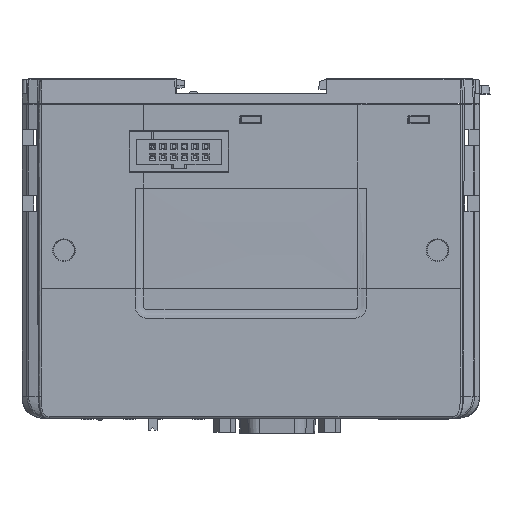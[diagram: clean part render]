
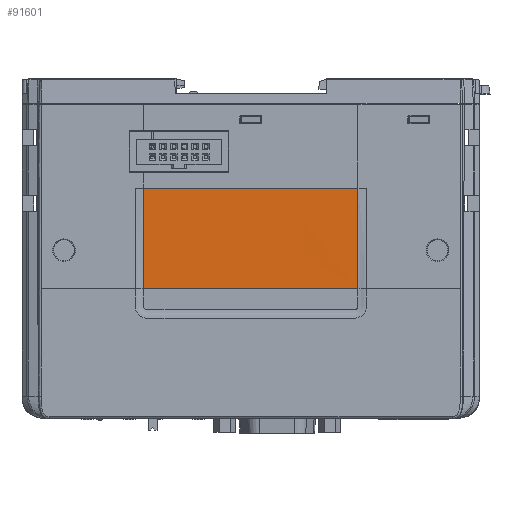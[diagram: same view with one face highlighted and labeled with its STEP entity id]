
A CAD part, top view. The second image highlights one B-rep face of the part: STEP entity #91601.
In plain terms, the highlighted free-form (B-spline) face has degree [3, 3] with [7, 4] control points.
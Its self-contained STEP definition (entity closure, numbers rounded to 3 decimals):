
#1723 = CARTESIAN_POINT ( 'NONE',  ( -25.537, 27.792, 23.75 ) ) ;
#19783 = ORIENTED_EDGE ( 'NONE', *, *, #35712, .T. ) ;
#19792 = ORIENTED_EDGE ( 'NONE', *, *, #105076, .F. ) ;
#19923 = ORIENTED_EDGE ( 'NONE', *, *, #38240, .T. ) ;
#19926 = ORIENTED_EDGE ( 'NONE', *, *, #38239, .F. ) ;
#25219 = B_SPLINE_CURVE_WITH_KNOTS ( 'NONE', 3,
 ( #105952, #105947, #105949, #105954 ),
 .UNSPECIFIED., .F., .F.,
 ( 4, 4 ),
 ( 0., 1. ),
 .UNSPECIFIED. ) ;
#27644 = EDGE_LOOP ( 'NONE', ( #19923, #19783, #19926, #19792 ) ) ;
#30361 = CARTESIAN_POINT ( 'NONE',  ( -25.537, 11.847, 23.45 ) ) ;
#30365 = FACE_OUTER_BOUND ( 'NONE', #27644, .T. ) ;
#30366 = CARTESIAN_POINT ( 'NONE',  ( -25.537, 3.874, 23.45 ) ) ;
#30368 = CARTESIAN_POINT ( 'NONE',  ( -25.537, 19.819, 23.75 ) ) ;
#30369 = CARTESIAN_POINT ( 'NONE',  ( -25.537, 27.792, 23.75 ) ) ;
#30370 = CARTESIAN_POINT ( 'NONE',  ( -21.28, 3.874, 23.45 ) ) ;
#30371 = CARTESIAN_POINT ( 'NONE',  ( -21.28, 11.847, 23.45 ) ) ;
#30372 = CARTESIAN_POINT ( 'NONE',  ( -21.28, 19.819, 23.75 ) ) ;
#30373 = CARTESIAN_POINT ( 'NONE',  ( -21.28, 27.792, 23.75 ) ) ;
#30374 = CARTESIAN_POINT ( 'NONE',  ( -12.768, 3.874, 23.45 ) ) ;
#30375 = CARTESIAN_POINT ( 'NONE',  ( -12.768, 11.847, 23.45 ) ) ;
#30376 = CARTESIAN_POINT ( 'NONE',  ( -12.768, 19.819, 23.75 ) ) ;
#30377 = CARTESIAN_POINT ( 'NONE',  ( -12.768, 27.792, 23.75 ) ) ;
#30378 = CARTESIAN_POINT ( 'NONE',  ( 0., 3.874, 23.45 ) ) ;
#30379 = CARTESIAN_POINT ( 'NONE',  ( 0., 11.847, 23.45 ) ) ;
#30380 = CARTESIAN_POINT ( 'NONE',  ( 0., 19.819, 23.75 ) ) ;
#30381 = CARTESIAN_POINT ( 'NONE',  ( 0., 27.792, 23.75 ) ) ;
#30382 = CARTESIAN_POINT ( 'NONE',  ( 12.768, 3.874, 23.45 ) ) ;
#30383 = CARTESIAN_POINT ( 'NONE',  ( 12.768, 11.847, 23.45 ) ) ;
#30384 = CARTESIAN_POINT ( 'NONE',  ( 12.768, 19.819, 23.75 ) ) ;
#30385 = CARTESIAN_POINT ( 'NONE',  ( 12.768, 27.792, 23.75 ) ) ;
#30386 = CARTESIAN_POINT ( 'NONE',  ( 21.28, 3.874, 23.45 ) ) ;
#30387 = CARTESIAN_POINT ( 'NONE',  ( 21.28, 11.847, 23.45 ) ) ;
#30388 = CARTESIAN_POINT ( 'NONE',  ( 21.28, 19.819, 23.75 ) ) ;
#30389 = CARTESIAN_POINT ( 'NONE',  ( 21.28, 27.792, 23.75 ) ) ;
#30390 = CARTESIAN_POINT ( 'NONE',  ( 25.537, 3.874, 23.45 ) ) ;
#30391 = CARTESIAN_POINT ( 'NONE',  ( 25.537, 11.847, 23.45 ) ) ;
#30392 = CARTESIAN_POINT ( 'NONE',  ( 25.537, 19.819, 23.75 ) ) ;
#30393 = CARTESIAN_POINT ( 'NONE',  ( 25.537, 27.792, 23.75 ) ) ;
#35712 = EDGE_CURVE ( 'NONE', #108274, #108324, #25219, .T. ) ;
#37371 = B_SPLINE_CURVE_WITH_KNOTS ( 'NONE', 3,
 ( #68944, #68948, #69010, #69012, #69013 ),
 .UNSPECIFIED., .F., .F.,
 ( 4, 1, 4 ),
 ( 0., 0.5, 1. ),
 .UNSPECIFIED. ) ;
#38239 = EDGE_CURVE ( 'NONE', #51928, #108324, #74157, .T. ) ;
#38240 = EDGE_CURVE ( 'NONE', #51329, #108274, #74164, .T. ) ;
#51329 = VERTEX_POINT ( 'NONE', #57621 ) ;
#51928 = VERTEX_POINT ( 'NONE', #1723 ) ;
#57621 = CARTESIAN_POINT ( 'NONE',  ( -25.537, 3.874, 23.45 ) ) ;
#67595 = CARTESIAN_POINT ( 'NONE',  ( 25.537, 3.874, 23.45 ) ) ;
#67645 = CARTESIAN_POINT ( 'NONE',  ( 25.537, 27.792, 23.75 ) ) ;
#68944 = CARTESIAN_POINT ( 'NONE',  ( -25.537, 3.874, 23.45 ) ) ;
#68948 = CARTESIAN_POINT ( 'NONE',  ( -25.537, 7.86, 23.45 ) ) ;
#69010 = CARTESIAN_POINT ( 'NONE',  ( -25.537, 15.833, 23.6 ) ) ;
#69012 = CARTESIAN_POINT ( 'NONE',  ( -25.537, 23.806, 23.75 ) ) ;
#69013 = CARTESIAN_POINT ( 'NONE',  ( -25.537, 27.792, 23.75 ) ) ;
#74157 = LINE ( 'NONE', #74160, #84679 ) ;
#74160 = CARTESIAN_POINT ( 'NONE',  ( -48., 27.792, 23.75 ) ) ;
#74162 = DIRECTION ( 'NONE',  ( 1., 0., 0. ) ) ;
#74164 = LINE ( 'NONE', #74167, #84681 ) ;
#74167 = CARTESIAN_POINT ( 'NONE',  ( 0., 3.874, 23.45 ) ) ;
#74169 = DIRECTION ( 'NONE',  ( 1., 0., 0. ) ) ;
#84679 = VECTOR ( 'NONE', #74162, 1000. ) ;
#84681 = VECTOR ( 'NONE', #74169, 1000. ) ;
#91601 = ADVANCED_FACE ( 'NONE', ( #30365 ), #103813, .T. ) ;
#103813 = B_SPLINE_SURFACE_WITH_KNOTS ( 'NONE', 3, 3, ( 
 ( #30366, #30361, #30368, #30369 ),
 ( #30370, #30371, #30372, #30373 ),
 ( #30374, #30375, #30376, #30377 ),
 ( #30378, #30379, #30380, #30381 ),
 ( #30382, #30383, #30384, #30385 ),
 ( #30386, #30387, #30388, #30389 ),
 ( #30390, #30391, #30392, #30393 ) ),
 .UNSPECIFIED., .F., .F., .F.,
 ( 4, 1, 1, 1, 4 ),
 ( 4, 4 ),
 ( 0., 0.25, 0.5, 0.75, 1. ),
 ( 0., 1. ),
 .UNSPECIFIED. ) ;
#105076 = EDGE_CURVE ( 'NONE', #51329, #51928, #37371, .T. ) ;
#105947 = CARTESIAN_POINT ( 'NONE',  ( 25.537, 11.847, 23.45 ) ) ;
#105949 = CARTESIAN_POINT ( 'NONE',  ( 25.537, 19.819, 23.75 ) ) ;
#105952 = CARTESIAN_POINT ( 'NONE',  ( 25.537, 3.874, 23.45 ) ) ;
#105954 = CARTESIAN_POINT ( 'NONE',  ( 25.537, 27.792, 23.75 ) ) ;
#108274 = VERTEX_POINT ( 'NONE', #67595 ) ;
#108324 = VERTEX_POINT ( 'NONE', #67645 ) ;
